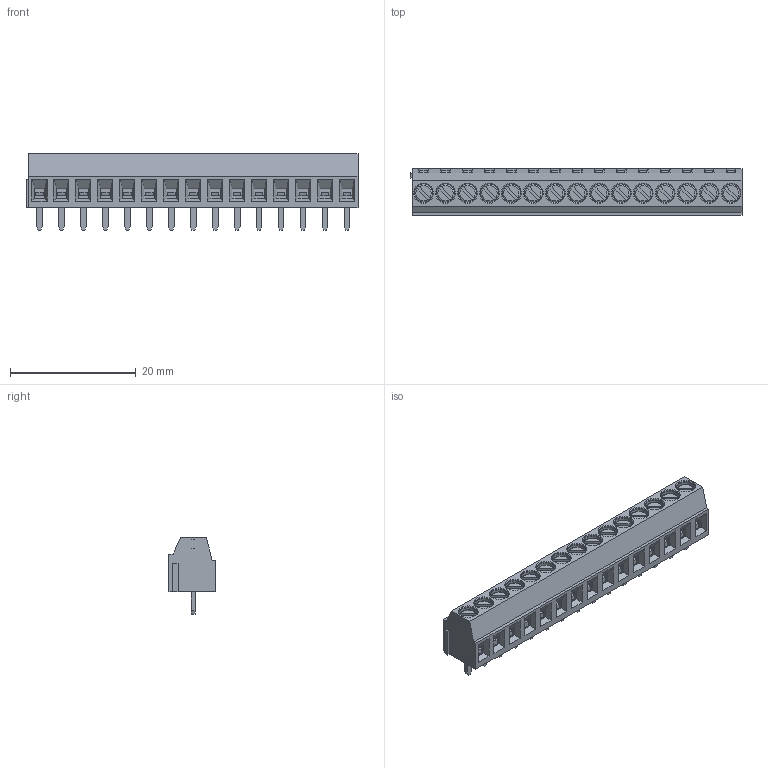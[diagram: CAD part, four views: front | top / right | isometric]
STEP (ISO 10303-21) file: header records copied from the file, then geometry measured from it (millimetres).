
FILE_DESCRIPTION(('FreeCAD Model'),'2;1');
FILE_NAME('Open CASCADE Shape Model','2023-04-12T02:50:20',( 'kicad StepUp'),('ksu MCAD'),'Open CASCADE STEP processor 7.6', 'FreeCAD','Unknown');
FILE_SCHEMA(('AUTOMOTIVE_DESIGN { 1 0 10303 214 1 1 1 1 }'));
Length unit declared in the file: millimetre
Products named in the file (47): PCB Terminal Block 15 DEG381-3.5; Plastic Housing013; Pin 014; Clamp Block013; M1.6x3-Screw013; Body143; Body144; Body145; Body146; Body147; Body148; Body149; Body150; Body151; Body251; Body252; Body253; Body254; Body255; Body256; Body257; Body258; Body259; Body260; Body261; Body262; Body263; Body264; Body265; Body266; Body267; Body268; Body269; Body270; Body271; Body272; Body273; Body274; Body275; Body276 ...
Assembly tree (46 placements, depth 2):
  PCB Terminal Block 15 DEG381-3.5
    Plastic Housing013
    Pin 014
    Clamp Block013
    M1.6x3-Screw013
    Body143
    Body144
    Body145
    Body146
    Body147
    Body148
    Body149
    Body150
    Body151
    Body251
    Body252
    Body253
    Body254
    Body255
    Body256
    Body257
    Body258
    Body259
    Body260
    Body261
    Body262
    Body263
    Body264
    Body265
    Body266
    Body267
    Body268
    Body269
    Body270
    Body271
    Body272
    Body273
    Body274
    Body275
    Body276
    Body277
    Body278
    Body279
    Body280
    Body281
    Body282
    Body283
Bounding box: 52.9 x 7.4 x 12.2 mm (x, y, z)
Volume: 2113 mm3; surface area: 6942.8 mm2
Topology: 46 solids, 46 shells, 1788 faces, 4848 edges, 3182 vertices
Faces by surface type: plane 1443, cylinder 210, bspline 60, revolution 45, cone 30
Full cylindrical faces by diameter (mm): 1.25 x15, 1.6 x15, 2 x15, 2.95 x15, 3.2 x15
Entity records: 58088 total; most frequent: CARTESIAN_POINT 11170, ORIENTED_EDGE 9696, DIRECTION 8968, EDGE_CURVE 4848, LINE 4083, VECTOR 4083, VERTEX_POINT 3182, AXIS2_PLACEMENT_3D 2420
